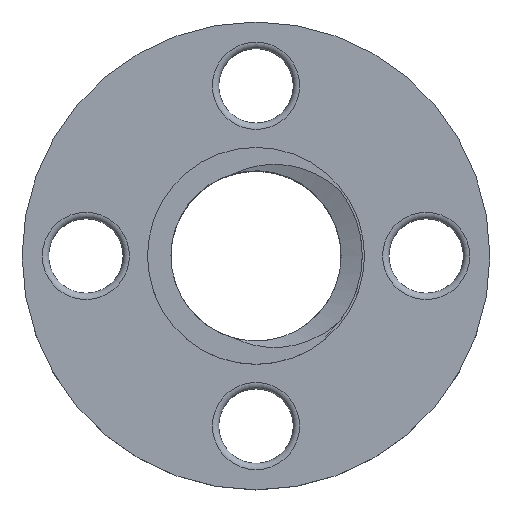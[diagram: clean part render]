
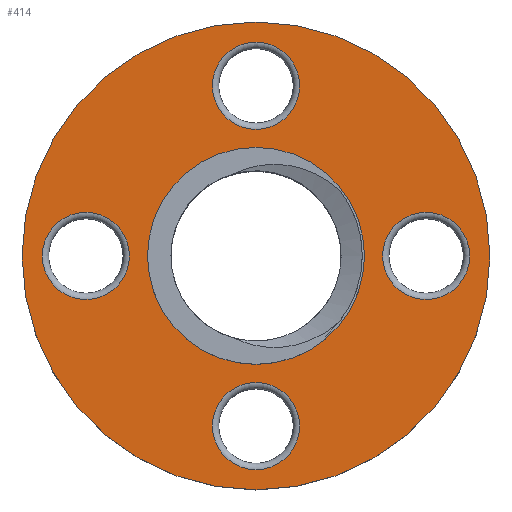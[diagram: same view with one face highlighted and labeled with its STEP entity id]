
A CAD part, top view. The second image highlights one B-rep face of the part: STEP entity #414.
In plain terms, the highlighted planar face has unit normal (0, 0, 1).
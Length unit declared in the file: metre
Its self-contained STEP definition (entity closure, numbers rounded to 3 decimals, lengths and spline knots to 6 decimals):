
#16=PLANE('',#446);
#102=ORIENTED_EDGE('',*,*,#220,.T.);
#103=ORIENTED_EDGE('',*,*,#221,.F.);
#104=ORIENTED_EDGE('',*,*,#222,.T.);
#105=ORIENTED_EDGE('',*,*,#223,.T.);
#106=ORIENTED_EDGE('',*,*,#224,.T.);
#107=ORIENTED_EDGE('',*,*,#225,.T.);
#220=EDGE_CURVE('',#278,#278,#298,.T.);
#221=EDGE_CURVE('',#279,#279,#299,.T.);
#222=EDGE_CURVE('',#280,#280,#300,.T.);
#223=EDGE_CURVE('',#281,#281,#301,.T.);
#224=EDGE_CURVE('',#282,#282,#302,.T.);
#225=EDGE_CURVE('',#283,#283,#303,.T.);
#278=VERTEX_POINT('',#1904);
#279=VERTEX_POINT('',#1906);
#280=VERTEX_POINT('',#1908);
#281=VERTEX_POINT('',#1910);
#282=VERTEX_POINT('',#1912);
#283=VERTEX_POINT('',#1914);
#298=CIRCLE('',#447,0.011);
#299=CIRCLE('',#448,0.0051);
#300=CIRCLE('',#449,0.00205);
#301=CIRCLE('',#450,0.00205);
#302=CIRCLE('',#451,0.00205);
#303=CIRCLE('',#452,0.00205);
#321=EDGE_LOOP('',(#102));
#322=EDGE_LOOP('',(#103));
#323=EDGE_LOOP('',(#104));
#324=EDGE_LOOP('',(#105));
#325=EDGE_LOOP('',(#106));
#326=EDGE_LOOP('',(#107));
#363=FACE_BOUND('',#321,.T.);
#364=FACE_BOUND('',#322,.T.);
#365=FACE_BOUND('',#323,.T.);
#366=FACE_BOUND('',#324,.T.);
#367=FACE_BOUND('',#325,.T.);
#368=FACE_BOUND('',#326,.T.);
#414=ADVANCED_FACE('',(#363,#364,#365,#366,#367,#368),#16,.T.);
#446=AXIS2_PLACEMENT_3D('',#1902,#490,#491);
#447=AXIS2_PLACEMENT_3D('',#1903,#492,#493);
#448=AXIS2_PLACEMENT_3D('',#1905,#494,#495);
#449=AXIS2_PLACEMENT_3D('',#1907,#496,#497);
#450=AXIS2_PLACEMENT_3D('',#1909,#498,#499);
#451=AXIS2_PLACEMENT_3D('',#1911,#500,#501);
#452=AXIS2_PLACEMENT_3D('',#1913,#502,#503);
#490=DIRECTION('',(0.,0.,1.));
#491=DIRECTION('',(1.,0.,0.));
#492=DIRECTION('',(0.,0.,1.));
#493=DIRECTION('',(1.,0.,0.));
#494=DIRECTION('',(0.,0.,1.));
#495=DIRECTION('',(1.,0.,0.));
#496=DIRECTION('',(0.,0.,-1.));
#497=DIRECTION('',(1.,0.,0.));
#498=DIRECTION('',(0.,0.,-1.));
#499=DIRECTION('',(1.,0.,0.));
#500=DIRECTION('',(0.,0.,-1.));
#501=DIRECTION('',(1.,0.,0.));
#502=DIRECTION('',(0.,0.,-1.));
#503=DIRECTION('',(1.,0.,0.));
#1902=CARTESIAN_POINT('',(0.,0.,0.));
#1903=CARTESIAN_POINT('',(0.,0.,0.));
#1904=CARTESIAN_POINT('',(0.011,0.,0.));
#1905=CARTESIAN_POINT('',(0.,0.,0.));
#1906=CARTESIAN_POINT('',(0.0051,0.,0.));
#1907=CARTESIAN_POINT('',(0.,0.008,0.));
#1908=CARTESIAN_POINT('',(0.00205,0.008,0.));
#1909=CARTESIAN_POINT('',(-0.008,0.,0.));
#1910=CARTESIAN_POINT('',(-0.00595,0.,0.));
#1911=CARTESIAN_POINT('',(0.,-0.008,0.));
#1912=CARTESIAN_POINT('',(0.00205,-0.008,0.));
#1913=CARTESIAN_POINT('',(0.008,0.,0.));
#1914=CARTESIAN_POINT('',(0.01005,0.,0.));
